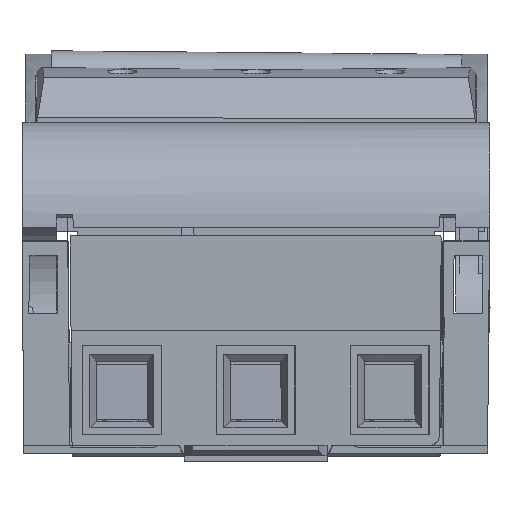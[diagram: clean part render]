
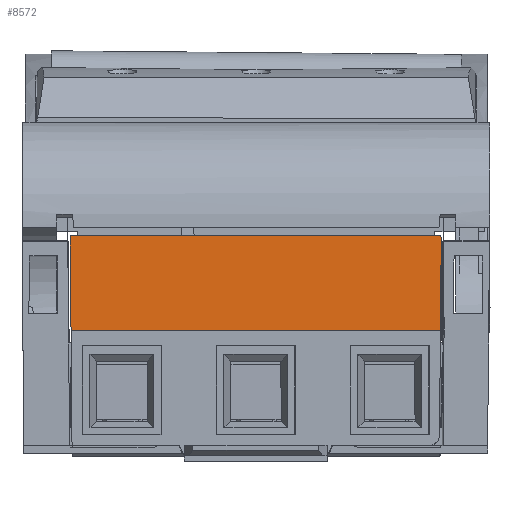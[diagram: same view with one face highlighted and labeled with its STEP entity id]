
A CAD part, front view. The second image highlights one B-rep face of the part: STEP entity #8572.
In plain terms, the highlighted planar face has unit normal (-0.001, -1, 0.018).
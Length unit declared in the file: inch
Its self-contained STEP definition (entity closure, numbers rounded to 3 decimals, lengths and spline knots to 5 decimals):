
#7322=DIRECTION('',(-0.009,0.018,1.));
#7323=VECTOR('',#7322,0.6299);
#7324=CARTESIAN_POINT('',(11.1163,-18.4188,3.24723));
#7325=LINE('',#7324,#7323);
#7329=DIRECTION('',(0.017,0.018,1.));
#7330=VECTOR('',#7329,0.07885);
#7331=CARTESIAN_POINT('',(11.1108,-18.40749,3.87701));
#7332=LINE('',#7331,#7330);
#7336=DIRECTION('',(1.,-0.001,0.));
#7337=VECTOR('',#7336,2.77756);
#7338=CARTESIAN_POINT('',(11.11218,-18.40608,3.95583));
#7339=LINE('',#7338,#7337);
#7343=DIRECTION('',(0.017,-0.018,-1.));
#7344=VECTOR('',#7343,0.07887);
#7345=CARTESIAN_POINT('',(13.88974,-18.40876,3.95586));
#7346=LINE('',#7345,#7344);
#7350=DIRECTION('',(-0.009,-0.018,-1.));
#7351=VECTOR('',#7350,0.62988);
#7352=CARTESIAN_POINT('',(13.89112,-18.41018,3.87702));
#7353=LINE('',#7352,#7351);
#7357=DIRECTION('',(-1.,0.001,0.));
#7358=VECTOR('',#7357,2.76932);
#7359=CARTESIAN_POINT('',(13.88561,-18.42147,3.24726));
#7360=LINE('',#7359,#7358);
#7915=CARTESIAN_POINT('',(11.1108,-18.40749,3.87701));
#7916=VERTEX_POINT('',#7915);
#7917=CARTESIAN_POINT('',(13.89112,-18.41018,3.87702));
#7918=VERTEX_POINT('',#7917);
#7919=CARTESIAN_POINT('',(11.11218,-18.40608,3.95583));
#7920=VERTEX_POINT('',#7919);
#7921=CARTESIAN_POINT('',(13.88974,-18.40876,3.95586));
#7922=VERTEX_POINT('',#7921);
#7937=CARTESIAN_POINT('',(11.1163,-18.4188,3.24723));
#7938=VERTEX_POINT('',#7937);
#8052=CARTESIAN_POINT('',(13.88561,-18.42147,3.24726));
#8053=VERTEX_POINT('',#8052);
#8556=CARTESIAN_POINT('',(11.09309,-18.40726,3.88891));
#8557=DIRECTION('',(-0.001,-1.,0.018));
#8558=DIRECTION('',(0.,-0.018,-1.));
#8559=AXIS2_PLACEMENT_3D('',#8556,#8557,#8558);
#8560=PLANE('',#8559);
#8561=ORIENTED_EDGE('',*,*,#8140,.T.);
#8563=ORIENTED_EDGE('',*,*,#8562,.T.);
#8565=ORIENTED_EDGE('',*,*,#8564,.T.);
#8567=ORIENTED_EDGE('',*,*,#8566,.T.);
#8568=ORIENTED_EDGE('',*,*,#8531,.T.);
#8569=ORIENTED_EDGE('',*,*,#8551,.T.);
#8570=EDGE_LOOP('',(#8561,#8563,#8565,#8567,#8568,#8569));
#8571=FACE_OUTER_BOUND('',#8570,.F.);
#8140=EDGE_CURVE('',#7938,#7916,#7325,.T.);
#8531=EDGE_CURVE('',#7918,#8053,#7353,.T.);
#8551=EDGE_CURVE('',#8053,#7938,#7360,.T.);
#8562=EDGE_CURVE('',#7916,#7920,#7332,.T.);
#8564=EDGE_CURVE('',#7920,#7922,#7339,.T.);
#8566=EDGE_CURVE('',#7922,#7918,#7346,.T.);
#8572=ADVANCED_FACE('',(#8571),#8560,.T.);
